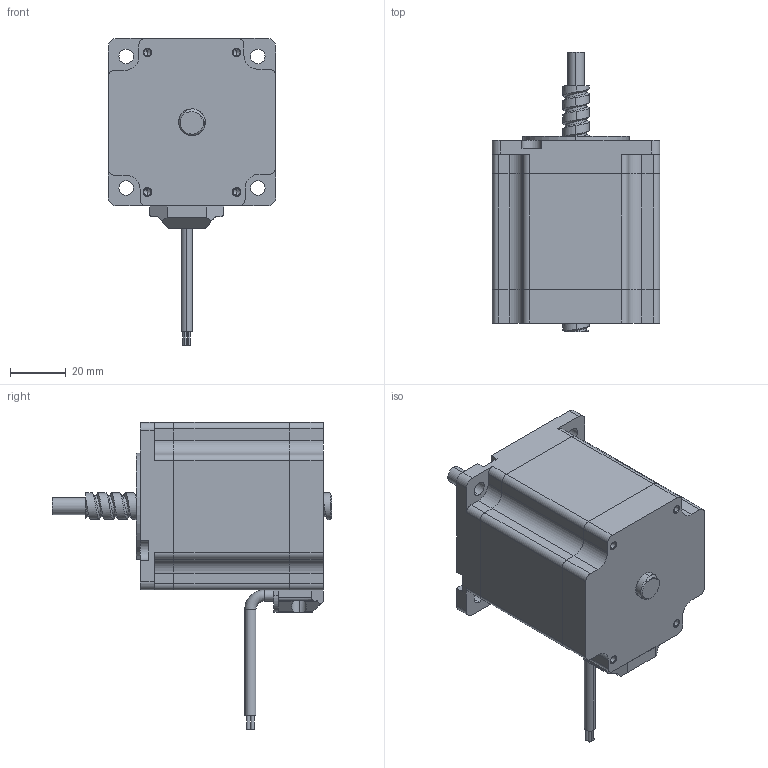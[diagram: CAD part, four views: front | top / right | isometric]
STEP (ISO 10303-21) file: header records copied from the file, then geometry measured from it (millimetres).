
FILE_DESCRIPTION (( 'STEP AP214' ), '1' );
FILE_NAME ('60N265-5.08-5-4-100-001.STEP', '2024-11-22T05:51:55', ( 'MM' ), ( 'Microsoft' ), 'SwSTEP 2.0', 'SolidWorks 2024', '' );
FILE_SCHEMA (( 'AUTOMOTIVE_DESIGN' ));
Length unit declared in the file: millimetre
Products named in the file (1): 60N265-5.08-5-4-100-001
Bounding box: 60 x 100 x 110 mm (x, y, z)
Volume: 210947.2 mm3; surface area: 32353.2 mm2
Topology: 2 solids, 2 shells, 233 faces, 630 edges, 407 vertices
Faces by surface type: cylinder 117, plane 93, cone 17, bspline 4, torus 2
Entity records: 22071 total; most frequent: CARTESIAN_POINT 16126, DIRECTION 1250, ORIENTED_EDGE 1244, EDGE_CURVE 622, AXIS2_PLACEMENT_3D 450, VERTEX_POINT 407, VECTOR 350, LINE 350
